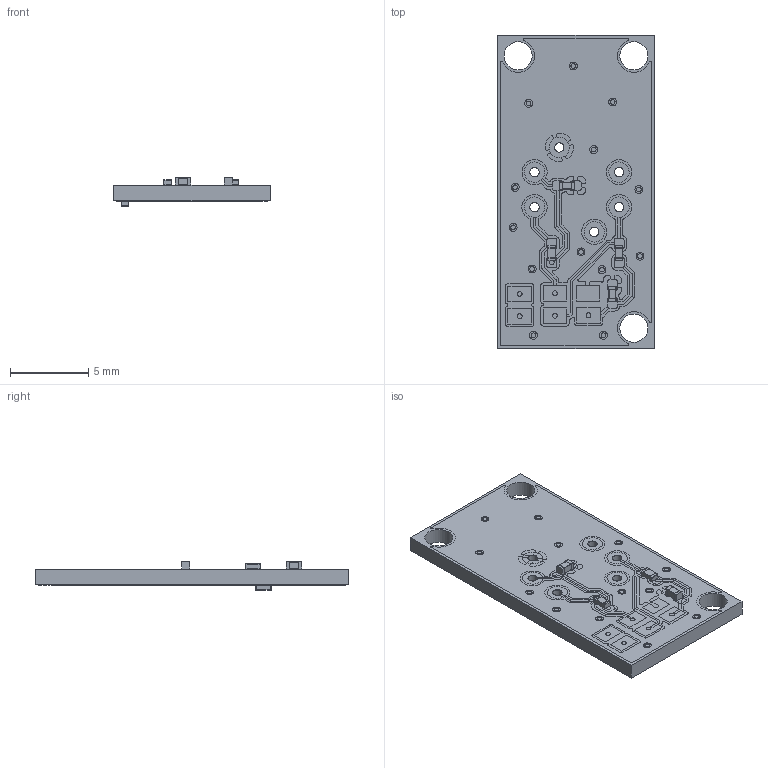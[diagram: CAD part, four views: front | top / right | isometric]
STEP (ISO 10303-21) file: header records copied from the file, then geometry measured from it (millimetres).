
FILE_DESCRIPTION(('FreeCAD Model'),'2;1');
FILE_NAME('Open CASCADE Shape Model','2021-10-21T11:59:21',('Author'),( ''),'Open CASCADE STEP processor 7.5','FreeCAD','Unknown');
FILE_SCHEMA(('AUTOMOTIVE_DESIGN { 1 0 10303 214 1 1 1 1 }'));
Length unit declared in the file: millimetre
Products named in the file (14): IR_TEMP_V1; Board_Geoms_380f; Pcb_380f; topPads_380f; topTracks_380f; topZones_380f; botPads_380f; botTracks_380f; botZones_380f; Step_Models_380f; Top_380f; R3_R_0402_1005Metric_615A8F8C; C1_C_0402_1005Metric_613EDDF6; Bot_380f
Assembly tree (16 placements, depth 4):
  IR_TEMP_V1
    Board_Geoms_380f
      Pcb_380f
      topPads_380f
      topTracks_380f
      topZones_380f
      botPads_380f
      botTracks_380f
      botZones_380f
    Step_Models_380f
      Top_380f
        R3_R_0402_1005Metric_615A8F8C  x2
        C1_C_0402_1005Metric_613EDDF6  x2
      Bot_380f
        R3_R_0402_1005Metric_615A8F8C
Bounding box: 10 x 20 x 1.85 mm (x, y, z)
Volume: 191.6 mm3; surface area: 799.5 mm2
Topology: 6 solids, 77 shells, 220 faces, 3785 edges, 3652 vertices
Faces by surface type: plane 163, cylinder 57
Full cylindrical faces by diameter (mm): 0.6 x6, 1.8 x3
Entity records: 31820 total; most frequent: CARTESIAN_POINT 7250, DIRECTION 4214, ORIENTED_EDGE 3756, EDGE_CURVE 3577, VERTEX_POINT 3516, LINE 3254, VECTOR 3254, AXIS2_PLACEMENT_3D 480
